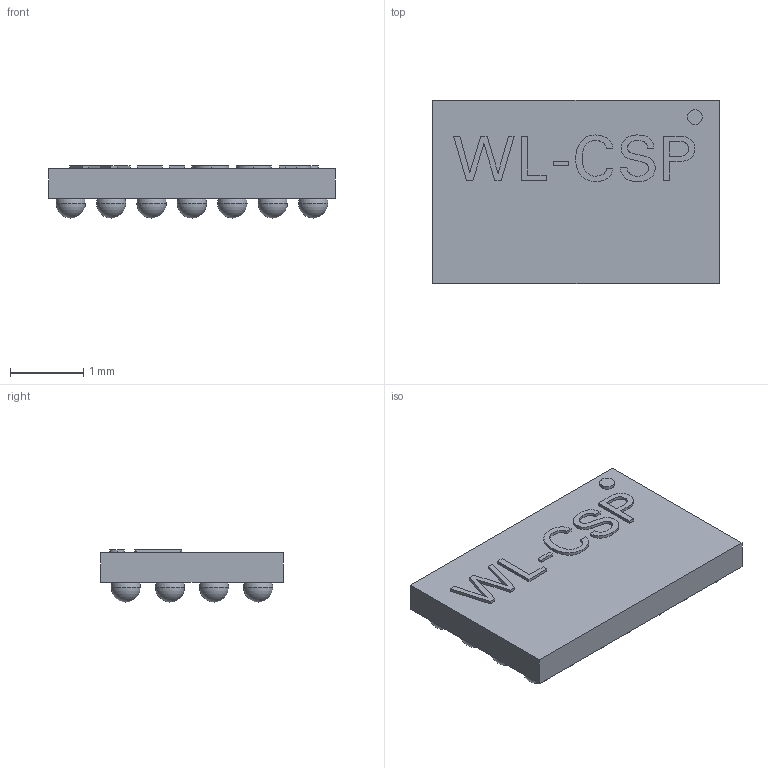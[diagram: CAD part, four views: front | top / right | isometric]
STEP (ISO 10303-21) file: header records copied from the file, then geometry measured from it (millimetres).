
FILE_DESCRIPTION (( 'STEP AP214' ), '1' );
FILE_NAME ('User Library-WL-CSP_28.STEP', '2020-07-16T03:09:30', ( '' ), ( '' ), 'SwSTEP 2.0', 'SolidWorks 2020', '' );
FILE_SCHEMA (( 'AUTOMOTIVE_DESIGN' ));
Length unit declared in the file: millimetre
Products named in the file (1): User Library-WL-CSP_28
Bounding box: 3.9 x 2.49 x 0.71 mm (x, y, z)
Volume: 4.8 mm3; surface area: 39.3 mm2
Topology: 29 solids, 29 shells, 134 faces, 400 edges, 276 vertices
Faces by surface type: sphere 56, plane 51, bspline 25, cylinder 2
Entity records: 6754 total; most frequent: CARTESIAN_POINT 2284, ORIENTED_EDGE 520, DIRECTION 490, EDGE_CURVE 260, VERTEX_POINT 192, AXIS2_PLACEMENT_3D 170, UNCERTAINTY_MEASURE_WITH_UNIT 165, STYLED_ITEM 164
